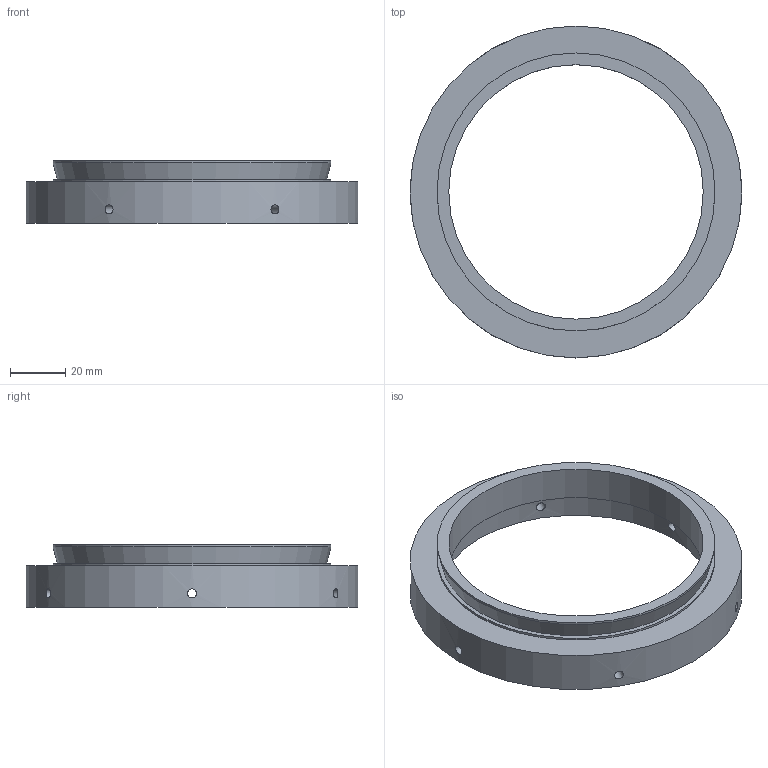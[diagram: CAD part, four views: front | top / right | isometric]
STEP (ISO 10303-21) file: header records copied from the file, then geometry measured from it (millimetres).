
FILE_DESCRIPTION(/* description */ ('STEP AP242','CAx-IF Rec.Pracs.---Representation and Presentation of Product Manufacturing Information (PMI)---4.0---2014-10-13','CAx-IF Rec.Pracs.---3D Tessellated Geometry---0.4---2014-09-14','2;1'),/* implementation_level */ '2;1');
FILE_NAME(/* name */ '63a0f8605ac8b0165143383c',/* time_stamp */ '2022-12-19T23:48:49+00:00',/* author */ (''),/* organization */ (''),/* preprocessor_version */ 'ST-DEVELOPER v18.102',/* originating_system */ ' ',/* authorisation */ ' ');
FILE_SCHEMA (('AP242_MANAGED_MODEL_BASED_3D_ENGINEERING_MIM_LF { 1 0 10303 442 1 1 4 }'));
Length unit declared in the file: metre
Products named in the file (1): Part 1
Bounding box: 120 x 120 x 22.6 mm (x, y, z)
Volume: 68293.2 mm3; surface area: 25216.9 mm2
Topology: 1 solids, 1 shells, 17 faces, 39 edges, 25 vertices
Faces by surface type: cylinder 11, plane 5, cone 1
Full cylindrical faces by diameter (mm): 3.3 x6, 92 x1, 98.25 x1, 100.5 x2, 120 x1
Entity records: 538 total; most frequent: CARTESIAN_POINT 184, DIRECTION 58, ORIENTED_EDGE 46, EDGE_LOOP 46, FACE_BOUND 46, AXIS2_PLACEMENT_3D 29, EDGE_CURVE 23, VERTEX_POINT 23
